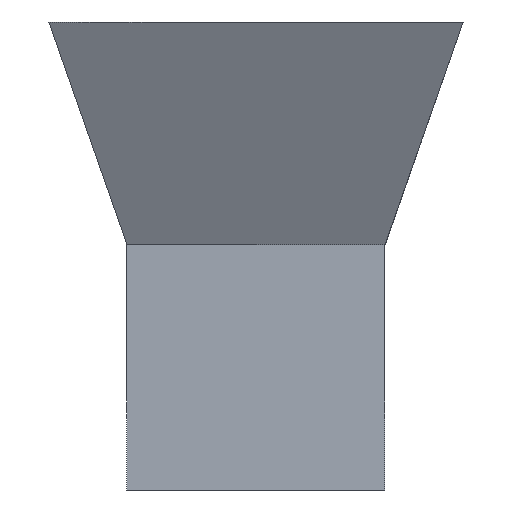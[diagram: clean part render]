
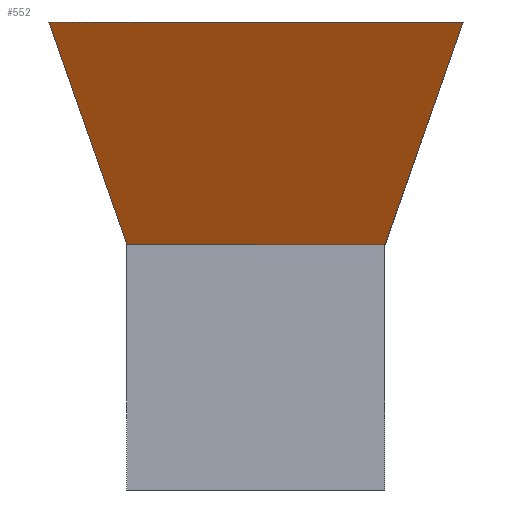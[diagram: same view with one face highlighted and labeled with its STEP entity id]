
A CAD part, front view. The second image highlights one B-rep face of the part: STEP entity #552.
In plain terms, the highlighted planar face has unit normal (0, -0.887, -0.462).
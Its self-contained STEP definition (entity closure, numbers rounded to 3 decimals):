
#12 = VECTOR ( 'NONE', #105, 1000. ) ;
#38 = VERTEX_POINT ( 'NONE', #194 ) ;
#52 = EDGE_LOOP ( 'NONE', ( #455, #290, #547, #279 ) ) ;
#86 = FACE_OUTER_BOUND ( 'NONE', #52, .T. ) ;
#105 = DIRECTION ( 'NONE',  ( 1., 0., 0. ) ) ;
#131 = CARTESIAN_POINT ( 'NONE',  ( 52.578, -40.513, 118.872 ) ) ;
#143 = VECTOR ( 'NONE', #247, 1000. ) ;
#152 = CARTESIAN_POINT ( 'NONE',  ( 0., -11.049, 62.23 ) ) ;
#164 = CARTESIAN_POINT ( 'NONE',  ( -52.578, -40.513, 118.872 ) ) ;
#194 = CARTESIAN_POINT ( 'NONE',  ( -32.766, -11.049, 62.23 ) ) ;
#200 = EDGE_CURVE ( 'NONE', #451, #476, #535, .T. ) ;
#216 = CARTESIAN_POINT ( 'NONE',  ( 0., 16.781, 8.729 ) ) ;
#239 = EDGE_CURVE ( 'NONE', #496, #451, #320, .T. ) ;
#247 = DIRECTION ( 'NONE',  ( -0.296, 0.441, -0.847 ) ) ;
#250 = CARTESIAN_POINT ( 'NONE',  ( 52.578, -40.513, 118.872 ) ) ;
#257 = DIRECTION ( 'NONE',  ( 0., 0.461, -0.887 ) ) ;
#272 = VECTOR ( 'NONE', #558, 1000. ) ;
#279 = ORIENTED_EDGE ( 'NONE', *, *, #239, .F. ) ;
#290 = ORIENTED_EDGE ( 'NONE', *, *, #368, .T. ) ;
#297 = PLANE ( 'NONE',  #369 ) ;
#311 = CARTESIAN_POINT ( 'NONE',  ( -52.578, -40.513, 118.872 ) ) ;
#316 = VECTOR ( 'NONE', #382, 1000. ) ;
#320 = LINE ( 'NONE', #311, #12 ) ;
#368 = EDGE_CURVE ( 'NONE', #38, #476, #465, .T. ) ;
#369 = AXIS2_PLACEMENT_3D ( 'NONE', #216, #397, #257 ) ;
#377 = LINE ( 'NONE', #164, #272 ) ;
#382 = DIRECTION ( 'NONE',  ( 1., 0., 0. ) ) ;
#397 = DIRECTION ( 'NONE',  ( 0., -0.887, -0.461 ) ) ;
#435 = EDGE_CURVE ( 'NONE', #496, #38, #377, .T. ) ;
#451 = VERTEX_POINT ( 'NONE', #250 ) ;
#455 = ORIENTED_EDGE ( 'NONE', *, *, #435, .T. ) ;
#465 = LINE ( 'NONE', #152, #316 ) ;
#476 = VERTEX_POINT ( 'NONE', #489 ) ;
#489 = CARTESIAN_POINT ( 'NONE',  ( 32.766, -11.049, 62.23 ) ) ;
#496 = VERTEX_POINT ( 'NONE', #534 ) ;
#534 = CARTESIAN_POINT ( 'NONE',  ( -52.578, -40.513, 118.872 ) ) ;
#535 = LINE ( 'NONE', #131, #143 ) ;
#547 = ORIENTED_EDGE ( 'NONE', *, *, #200, .F. ) ;
#552 = ADVANCED_FACE ( 'NONE', ( #86 ), #297, .T. ) ;
#558 = DIRECTION ( 'NONE',  ( 0.296, 0.441, -0.847 ) ) ;
